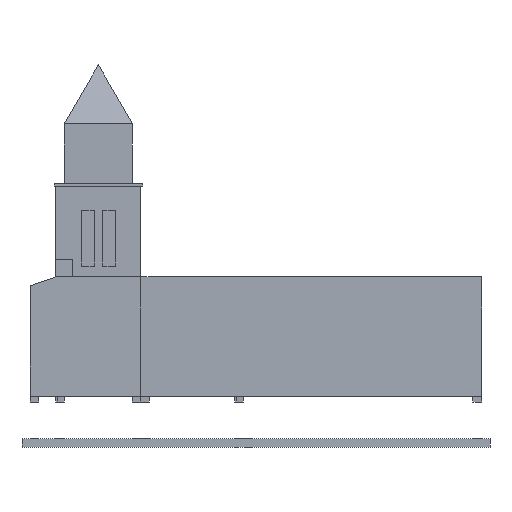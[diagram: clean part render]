
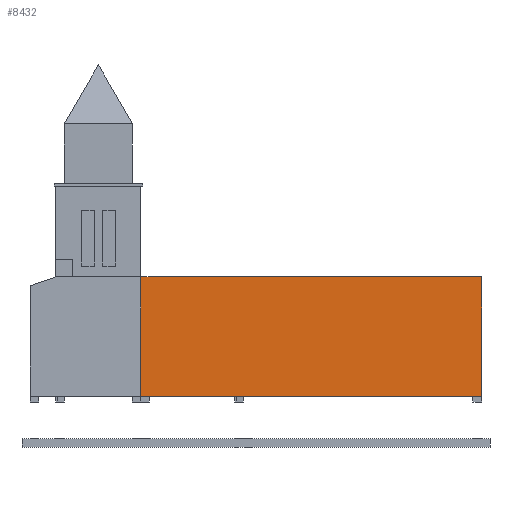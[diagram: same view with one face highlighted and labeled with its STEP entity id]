
A CAD part, left-side view. The second image highlights one B-rep face of the part: STEP entity #8432.
In plain terms, the highlighted planar face has unit normal (-1, 0, 0).
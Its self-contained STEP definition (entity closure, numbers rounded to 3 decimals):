
#228=FACE_OUTER_BOUND('',#683,.T.);
#683=EDGE_LOOP('',(#6175,#6176,#6177,#6178,#6179));
#1372=LINE('',#12104,#2541);
#1505=LINE('',#12377,#2674);
#1506=LINE('',#12380,#2675);
#1507=LINE('',#12382,#2676);
#1508=LINE('',#12383,#2677);
#2541=VECTOR('',#9767,10.);
#2674=VECTOR('',#10010,10.);
#2675=VECTOR('',#10013,10.);
#2676=VECTOR('',#10014,10.);
#2677=VECTOR('',#10015,10.);
#3696=VERTEX_POINT('',#12101);
#3697=VERTEX_POINT('',#12103);
#3781=VERTEX_POINT('',#12371);
#3783=VERTEX_POINT('',#12379);
#3784=VERTEX_POINT('',#12381);
#4569=EDGE_CURVE('',#3696,#3697,#1372,.T.);
#4706=EDGE_CURVE('',#3781,#3697,#1505,.T.);
#4707=EDGE_CURVE('',#3696,#3783,#1506,.T.);
#4708=EDGE_CURVE('',#3784,#3783,#1507,.T.);
#4709=EDGE_CURVE('',#3781,#3784,#1508,.T.);
#6175=ORIENTED_EDGE('',*,*,#4706,.T.);
#6176=ORIENTED_EDGE('',*,*,#4569,.F.);
#6177=ORIENTED_EDGE('',*,*,#4707,.T.);
#6178=ORIENTED_EDGE('',*,*,#4708,.F.);
#6179=ORIENTED_EDGE('',*,*,#4709,.F.);
#7993=PLANE('',#8935);
#8432=ADVANCED_FACE('',(#228),#7993,.T.);
#8935=AXIS2_PLACEMENT_3D('',#12378,#10011,#10012);
#9767=DIRECTION('',(0.,1.,0.));
#10010=DIRECTION('',(0.,0.,-1.));
#10011=DIRECTION('center_axis',(-1.,0.,0.));
#10012=DIRECTION('ref_axis',(0.,-1.,0.));
#10013=DIRECTION('',(0.,0.,1.));
#10014=DIRECTION('',(0.,-1.,0.));
#10015=DIRECTION('',(0.,-1.,0.));
#12101=CARTESIAN_POINT('',(-50.,-450.398,0.));
#12103=CARTESIAN_POINT('',(-50.,-50.,0.));
#12104=CARTESIAN_POINT('',(-50.,-50.,0.));
#12371=CARTESIAN_POINT('',(-50.,-50.,140.));
#12377=CARTESIAN_POINT('',(-50.,-50.,0.));
#12378=CARTESIAN_POINT('Origin',(-50.,50.,0.));
#12379=CARTESIAN_POINT('',(-50.,-450.398,140.));
#12380=CARTESIAN_POINT('',(-50.,-450.398,0.));
#12381=CARTESIAN_POINT('',(-50.,-160.,140.));
#12382=CARTESIAN_POINT('',(-50.,-450.398,140.));
#12383=CARTESIAN_POINT('',(-50.,-90.,140.));
